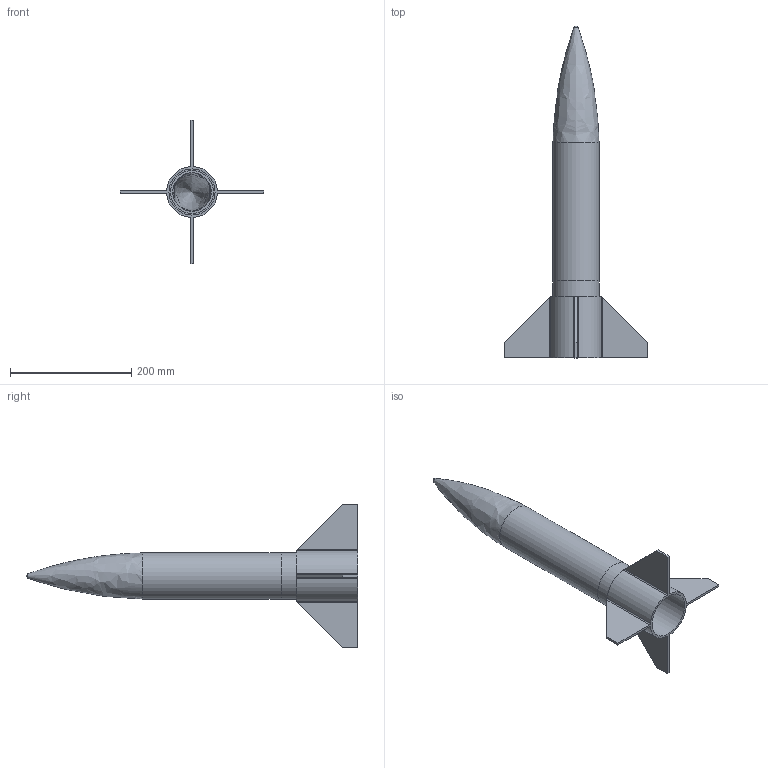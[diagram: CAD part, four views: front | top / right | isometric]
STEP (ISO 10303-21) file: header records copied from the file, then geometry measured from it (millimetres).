
FILE_DESCRIPTION(/* description */ (''),/* implementation_level */ '2;1');
FILE_NAME(/* name */ 'rocket223.step',/* time_stamp */ '2023-05-20T11:48:38-04:00',/* author */ (''),/* organization */ (''),/* preprocessor_version */ 'ST-DEVELOPER v19.2',/* originating_system */ 'Autodesk Translation Framework v12.4.0.73',/* authorisation */ '');
FILE_SCHEMA (('AUTOMOTIVE_DESIGN { 1 0 10303 214 3 1 1 }'));
Length unit declared in the file: inch
Products named in the file (1): Untitled
Bounding box: 236.22 x 548.07 x 236.22 mm (x, y, z)
Volume: 496676.8 mm3; surface area: 269824.7 mm2
Topology: 4 solids, 4 shells, 43 faces, 108 edges, 72 vertices
Faces by surface type: plane 22, cylinder 17, bspline 2, cone 1, sphere 1
Full cylindrical faces by diameter (mm): 71.12 x2, 76.2 x3
Entity records: 1409 total; most frequent: CARTESIAN_POINT 275, DIRECTION 240, ORIENTED_EDGE 214, EDGE_CURVE 107, AXIS2_PLACEMENT_3D 91, VERTEX_POINT 72, LINE 58, VECTOR 58
